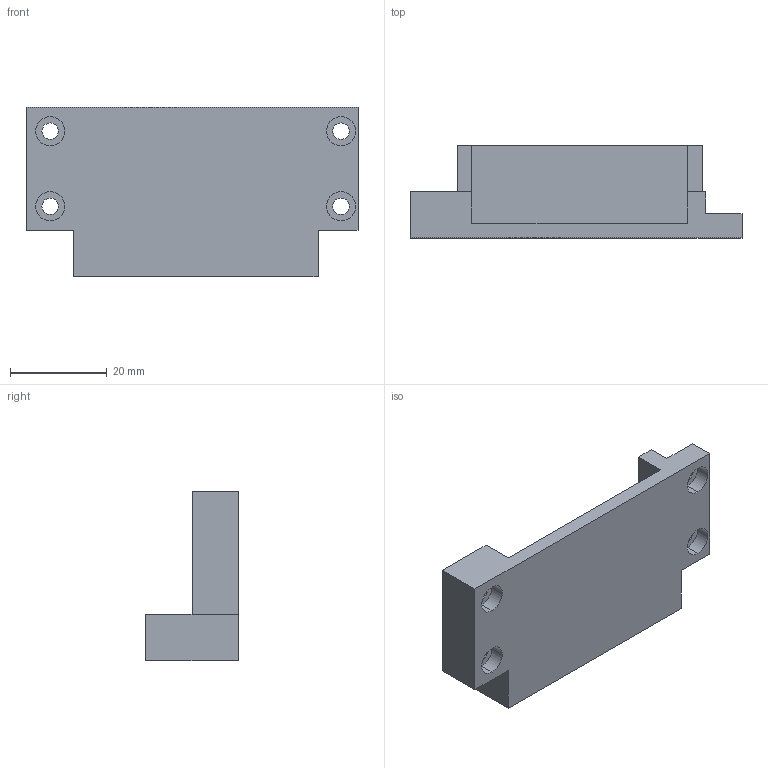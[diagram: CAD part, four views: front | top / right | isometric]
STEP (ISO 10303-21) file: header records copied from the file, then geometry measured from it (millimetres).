
FILE_DESCRIPTION (( 'STEP AP203' ), '1' );
FILE_NAME ('pr2111C-sE_U1_Rear_Right_Wire_Cover_RevF.STEP', '2023-08-31T19:17:49', ( '' ), ( '' ), 'SwSTEP 2.0', 'SolidWorks 2022', '' );
FILE_SCHEMA (( 'CONFIG_CONTROL_DESIGN' ));
Length unit declared in the file: millimetre
Products named in the file (1): pr2111C-sE_U1_Rear_Right_Wire_Cover_RevF
Bounding box: 68.5 x 19 x 35 mm (x, y, z)
Volume: 12343.2 mm3; surface area: 8366.8 mm2
Topology: 1 solids, 1 shells, 40 faces, 100 edges, 66 vertices
Faces by surface type: plane 24, cylinder 16
Entity records: 1293 total; most frequent: DIRECTION 214, CARTESIAN_POINT 207, ORIENTED_EDGE 200, EDGE_CURVE 100, AXIS2_PLACEMENT_3D 73, VECTOR 68, LINE 68, VERTEX_POINT 66
